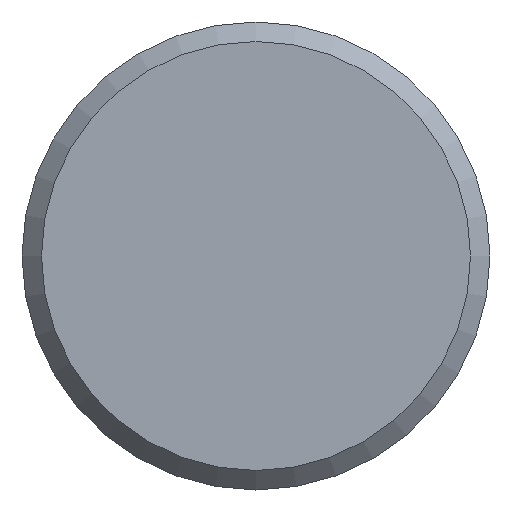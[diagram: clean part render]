
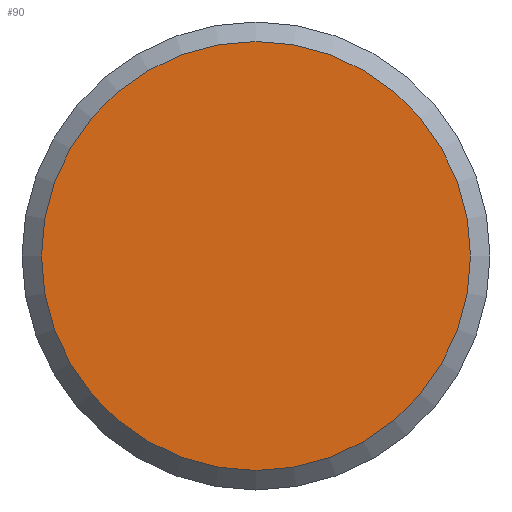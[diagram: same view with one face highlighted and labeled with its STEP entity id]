
A CAD part, left-side view. The second image highlights one B-rep face of the part: STEP entity #90.
In plain terms, the highlighted planar face has unit normal (-1, 0, 0).
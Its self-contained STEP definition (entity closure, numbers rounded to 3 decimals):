
#90 = ADVANCED_FACE( '', ( #132 ), #133, .T. );
#132 = FACE_OUTER_BOUND( '', #175, .T. );
#133 = PLANE( '', #176 );
#175 = EDGE_LOOP( '', ( #244 ) );
#176 = AXIS2_PLACEMENT_3D( '', #245, #246, #247 );
#244 = ORIENTED_EDGE( '', *, *, #266, .T. );
#245 = CARTESIAN_POINT( '', ( 0., 0., 0. ) );
#246 = DIRECTION( '', ( -1., 0., 0. ) );
#247 = DIRECTION( '', ( 0., 0., 1. ) );
#266 = EDGE_CURVE( '', #293, #293, #294, .T. );
#293 = VERTEX_POINT( '', #321 );
#294 = CIRCLE( '', #322, 5.5 );
#321 = CARTESIAN_POINT( '', ( 0., 0., 5.5 ) );
#322 = AXIS2_PLACEMENT_3D( '', #362, #363, #364 );
#362 = CARTESIAN_POINT( '', ( 0., 0., 0. ) );
#363 = DIRECTION( '', ( -1., 0., 0. ) );
#364 = DIRECTION( '', ( 0., 0., 1. ) );
